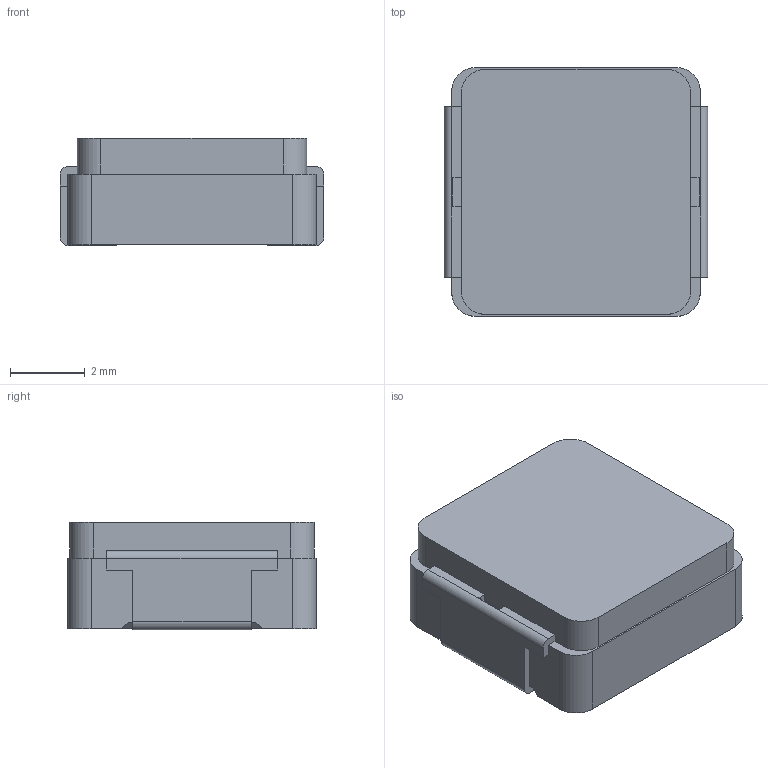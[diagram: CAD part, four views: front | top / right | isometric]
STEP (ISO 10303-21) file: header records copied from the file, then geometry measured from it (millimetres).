
FILE_DESCRIPTION((''),'2;1');
FILE_NAME('IND_VISHAY_IHLP2525CZ-01.stp','2014-11-17T14:38:22',(''),(''),'Mechanical Desktop 2011','Mechanical Desktop 2011',', , ');
FILE_SCHEMA(('AUTOMOTIVE_DESIGN { 1 2 10303 214 1 1 1 1 }'));
Length unit declared in the file: millimetre
Products named in the file (1): Product
Bounding box: 7.08 x 6.67 x 2.88 mm (x, y, z)
Volume: 125.3 mm3; surface area: 216 mm2
Topology: 3 solids, 3 shells, 67 faces, 186 edges, 126 vertices
Faces by surface type: plane 55, cylinder 12
Entity records: 2182 total; most frequent: CARTESIAN_POINT 380, ORIENTED_EDGE 372, DIRECTION 346, EDGE_CURVE 186, VECTOR 162, LINE 162, VERTEX_POINT 126, AXIS2_PLACEMENT_3D 92
